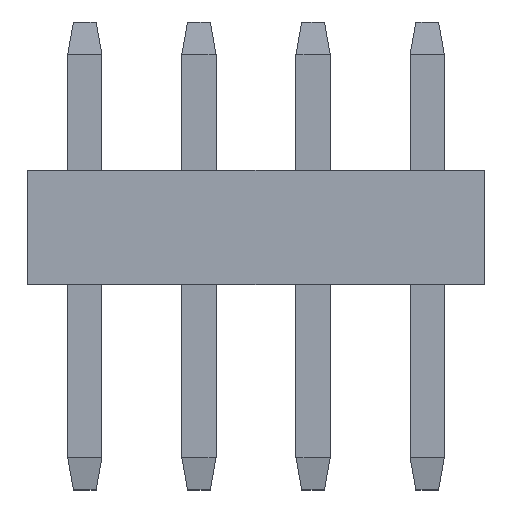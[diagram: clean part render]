
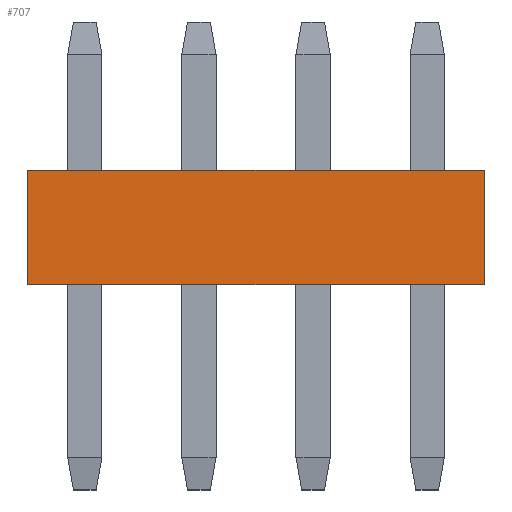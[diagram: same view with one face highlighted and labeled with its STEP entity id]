
A CAD part, top view. The second image highlights one B-rep face of the part: STEP entity #707.
In plain terms, the highlighted planar face has unit normal (0, 0, 1).
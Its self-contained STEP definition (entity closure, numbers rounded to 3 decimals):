
#13 = CARTESIAN_POINT ( 'NONE',  ( 2., 1., 0.635 ) ) ;
#39 = CARTESIAN_POINT ( 'NONE',  ( 2., 1., 0.635 ) ) ;
#58 = LINE ( 'NONE', #866, #951 ) ;
#91 = CARTESIAN_POINT ( 'NONE',  ( 2., 1., 0.635 ) ) ;
#131 = VECTOR ( 'NONE', #737, 1000. ) ;
#132 = EDGE_CURVE ( 'NONE', #772, #1042, #58, .T. ) ;
#167 = LINE ( 'NONE', #91, #131 ) ;
#230 = CARTESIAN_POINT ( 'NONE',  ( -2., 1., 0.635 ) ) ;
#355 = VECTOR ( 'NONE', #881, 1000. ) ;
#363 = ORIENTED_EDGE ( 'NONE', *, *, #568, .T. ) ;
#402 = ORIENTED_EDGE ( 'NONE', *, *, #739, .F. ) ;
#412 = DIRECTION ( 'NONE',  ( 1., 0., 0. ) ) ;
#459 = PLANE ( 'NONE',  #704 ) ;
#549 = DIRECTION ( 'NONE',  ( -1., 0., 0. ) ) ;
#568 = EDGE_CURVE ( 'NONE', #814, #772, #699, .T. ) ;
#638 = EDGE_LOOP ( 'NONE', ( #868, #402, #1204, #363 ) ) ;
#699 = LINE ( 'NONE', #230, #355 ) ;
#704 = AXIS2_PLACEMENT_3D ( 'NONE', #812, #726, #549 ) ;
#707 = ADVANCED_FACE ( 'NONE', ( #925 ), #459, .F. ) ;
#726 = DIRECTION ( 'NONE',  ( 0., 0., -1. ) ) ;
#737 = DIRECTION ( 'NONE',  ( 0., -1., 0. ) ) ;
#739 = EDGE_CURVE ( 'NONE', #851, #1042, #167, .T. ) ;
#742 = VECTOR ( 'NONE', #412, 1000. ) ;
#772 = VERTEX_POINT ( 'NONE', #1200 ) ;
#789 = LINE ( 'NONE', #39, #742 ) ;
#812 = CARTESIAN_POINT ( 'NONE',  ( 2., 1., 0.635 ) ) ;
#814 = VERTEX_POINT ( 'NONE', #898 ) ;
#851 = VERTEX_POINT ( 'NONE', #13 ) ;
#866 = CARTESIAN_POINT ( 'NONE',  ( 2., 0., 0.635 ) ) ;
#868 = ORIENTED_EDGE ( 'NONE', *, *, #132, .T. ) ;
#881 = DIRECTION ( 'NONE',  ( 0., -1., 0. ) ) ;
#898 = CARTESIAN_POINT ( 'NONE',  ( -2., 1., 0.635 ) ) ;
#925 = FACE_OUTER_BOUND ( 'NONE', #638, .T. ) ;
#951 = VECTOR ( 'NONE', #1047, 1000. ) ;
#1042 = VERTEX_POINT ( 'NONE', #1053 ) ;
#1047 = DIRECTION ( 'NONE',  ( 1., 0., 0. ) ) ;
#1053 = CARTESIAN_POINT ( 'NONE',  ( 2., 0., 0.635 ) ) ;
#1066 = EDGE_CURVE ( 'NONE', #814, #851, #789, .T. ) ;
#1200 = CARTESIAN_POINT ( 'NONE',  ( -2., 0., 0.635 ) ) ;
#1204 = ORIENTED_EDGE ( 'NONE', *, *, #1066, .F. ) ;
